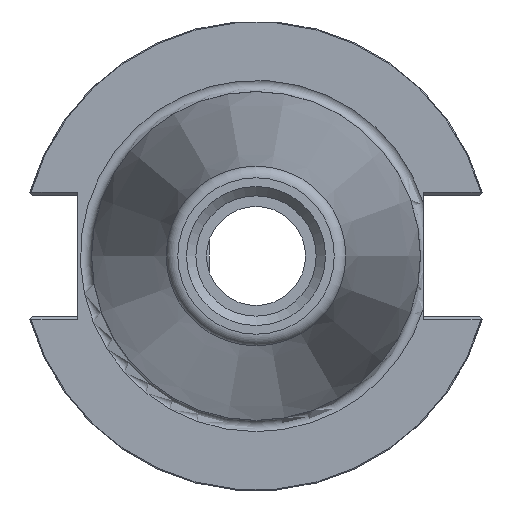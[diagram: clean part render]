
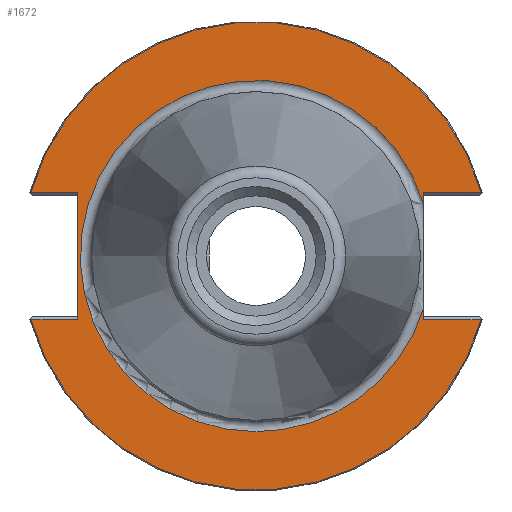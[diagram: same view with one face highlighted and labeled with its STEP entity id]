
A CAD part, left-side view. The second image highlights one B-rep face of the part: STEP entity #1672.
In plain terms, the highlighted planar face has unit normal (-1, 0, 0).
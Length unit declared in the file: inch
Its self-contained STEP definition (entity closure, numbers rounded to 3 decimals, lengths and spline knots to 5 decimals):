
#177=CIRCLE('',#1810,0.93468);
#178=CIRCLE('',#1811,0.93468);
#179=CIRCLE('',#1815,1.245);
#180=CIRCLE('',#1817,1.245);
#266=FACE_OUTER_BOUND('',#362,.T.);
#362=EDGE_LOOP('',(#1414,#1415,#1416,#1417,#1418,#1419,#1420,#1421,#1422,
#1423,#1424));
#439=LINE('',#2745,#565);
#483=LINE('',#3406,#609);
#488=LINE('',#3416,#614);
#492=LINE('',#3465,#618);
#493=LINE('',#3471,#619);
#494=LINE('',#3473,#620);
#495=LINE('',#3474,#621);
#565=VECTOR('',#2019,0.24821);
#609=VECTOR('',#2159,0.24821);
#614=VECTOR('',#2170,0.67625);
#618=VECTOR('',#2186,0.30821);
#619=VECTOR('',#2195,0.0526);
#620=VECTOR('',#2196,0.0526);
#621=VECTOR('',#2197,0.30821);
#710=VERTEX_POINT('',#2735);
#711=VERTEX_POINT('',#2744);
#762=VERTEX_POINT('',#3393);
#764=VERTEX_POINT('',#3404);
#767=VERTEX_POINT('',#3419);
#768=VERTEX_POINT('',#3421);
#769=VERTEX_POINT('',#3423);
#771=VERTEX_POINT('',#3454);
#772=VERTEX_POINT('',#3463);
#773=VERTEX_POINT('',#3469);
#774=VERTEX_POINT('',#3472);
#890=EDGE_CURVE('',#710,#711,#439,.T.);
#981=EDGE_CURVE('',#764,#762,#483,.T.);
#986=EDGE_CURVE('',#711,#764,#488,.T.);
#989=EDGE_CURVE('',#768,#767,#177,.T.);
#991=EDGE_CURVE('',#767,#769,#178,.T.);
#996=EDGE_CURVE('',#771,#772,#492,.T.);
#997=EDGE_CURVE('',#771,#710,#179,.T.);
#998=EDGE_CURVE('',#762,#773,#180,.T.);
#999=EDGE_CURVE('',#772,#768,#493,.T.);
#1000=EDGE_CURVE('',#769,#774,#494,.T.);
#1001=EDGE_CURVE('',#774,#773,#495,.T.);
#1414=ORIENTED_EDGE('',*,*,#998,.F.);
#1415=ORIENTED_EDGE('',*,*,#981,.F.);
#1416=ORIENTED_EDGE('',*,*,#986,.F.);
#1417=ORIENTED_EDGE('',*,*,#890,.F.);
#1418=ORIENTED_EDGE('',*,*,#997,.F.);
#1419=ORIENTED_EDGE('',*,*,#996,.T.);
#1420=ORIENTED_EDGE('',*,*,#999,.T.);
#1421=ORIENTED_EDGE('',*,*,#989,.T.);
#1422=ORIENTED_EDGE('',*,*,#991,.T.);
#1423=ORIENTED_EDGE('',*,*,#1000,.T.);
#1424=ORIENTED_EDGE('',*,*,#1001,.T.);
#1517=PLANE('',#1816);
#1672=ADVANCED_FACE('',(#266),#1517,.T.);
#1810=AXIS2_PLACEMENT_3D('',#3422,#2176,#2177);
#1811=AXIS2_PLACEMENT_3D('',#3443,#2178,#2179);
#1815=AXIS2_PLACEMENT_3D('',#3467,#2189,#2190);
#1816=AXIS2_PLACEMENT_3D('',#3468,#2191,#2192);
#1817=AXIS2_PLACEMENT_3D('',#3470,#2193,#2194);
#2019=DIRECTION('',(0.,-1.,0.));
#2159=DIRECTION('',(0.,1.,0.));
#2170=DIRECTION('',(0.,0.,1.));
#2176=DIRECTION('center_axis',(1.,0.,0.));
#2177=DIRECTION('ref_axis',(0.,0.,1.));
#2178=DIRECTION('center_axis',(1.,0.,0.));
#2179=DIRECTION('ref_axis',(0.,0.,1.));
#2186=DIRECTION('',(0.,1.,0.));
#2189=DIRECTION('center_axis',(1.,0.,0.));
#2190=DIRECTION('ref_axis',(0.,0.,
-1.));
#2191=DIRECTION('center_axis',(-1.,0.,0.));
#2192=DIRECTION('ref_axis',(0.,0.,1.));
#2193=DIRECTION('center_axis',(1.,0.,0.));
#2194=DIRECTION('ref_axis',(0.,0.,
1.));
#2195=DIRECTION('',(0.,0.,1.));
#2196=DIRECTION('',(0.,0.,1.));
#2197=DIRECTION('',(0.,-1.,0.));
#2735=CARTESIAN_POINT('',(-1.17746,1.19819,-0.33813));
#2744=CARTESIAN_POINT('',(-1.17746,0.94999,-0.33813));
#2745=CARTESIAN_POINT('',(-1.17746,0.27749,-0.33813));
#3393=CARTESIAN_POINT('',(-1.17746,1.19819,0.33812));
#3404=CARTESIAN_POINT('',(-1.17746,0.94999,0.33812));
#3406=CARTESIAN_POINT('',(-1.17746,0.02749,0.33812));
#3416=CARTESIAN_POINT('',(-1.17746,0.94999,-0.33813));
#3419=CARTESIAN_POINT('',(-1.17746,-0.00001,-0.93468));
#3421=CARTESIAN_POINT('',(-1.17746,-0.89001,-0.28553));
#3422=CARTESIAN_POINT('Origin',(-1.17746,-0.00001,
0.));
#3423=CARTESIAN_POINT('',(-1.17746,-0.89001,0.28553));
#3443=CARTESIAN_POINT('Origin',(-1.17746,-0.00001,
0.));
#3454=CARTESIAN_POINT('',(-1.17746,-1.19822,-0.33813));
#3463=CARTESIAN_POINT('',(-1.17746,-0.89001,-0.33813));
#3465=CARTESIAN_POINT('',(-1.17746,-0.90251,-0.33813));
#3467=CARTESIAN_POINT('Origin',(-1.17746,-0.00001,
0.));
#3468=CARTESIAN_POINT('Origin',(-1.17746,-0.87501,0.));
#3469=CARTESIAN_POINT('',(-1.17746,-1.19822,0.33812));
#3470=CARTESIAN_POINT('Origin',(-1.17746,-0.00001,
0.));
#3471=CARTESIAN_POINT('',(-1.17746,-0.89001,0.));
#3472=CARTESIAN_POINT('',(-1.17746,-0.89001,0.33812));
#3473=CARTESIAN_POINT('',(-1.17746,-0.89001,0.));
#3474=CARTESIAN_POINT('',(-1.17746,-0.90251,0.33812));
